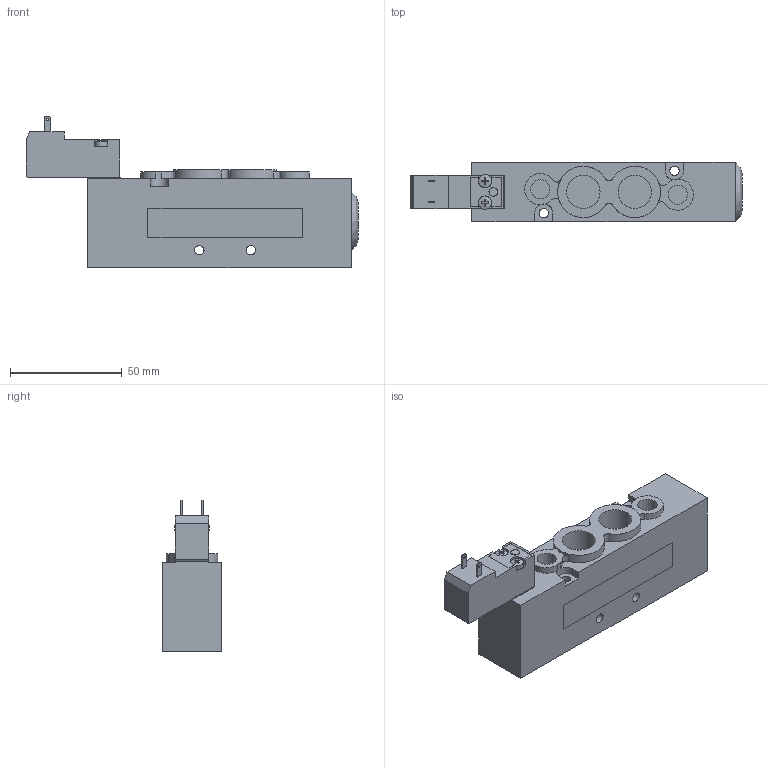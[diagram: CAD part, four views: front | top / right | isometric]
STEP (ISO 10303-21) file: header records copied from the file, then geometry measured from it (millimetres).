
FILE_DESCRIPTION((''),'2;1');
FILE_NAME('2611_52_00_39_0#.stp','2006-01-04T10:35:55',('rivolro1'),(''),'Autodesk Inventor 10','Autodesk Inventor 10','');
FILE_SCHEMA(('AUTOMOTIVE_DESIGN { 1 0 10303 214 1 1 1 1 }'));
Length unit declared in the file: millimetre
Products named in the file (3): 2611_52_00_39_0#; 2611_52_00_39; N33_-0_
Assembly tree (2 placements, depth 2):
  2611_52_00_39_0#
    2611_52_00_39
    N33_-0_
Bounding box: 148.6 x 26.5 x 67.99 mm (x, y, z)
Volume: 132626 mm3; surface area: 27237.8 mm2
Topology: 3 solids, 3 shells, 161 faces, 398 edges, 266 vertices
Faces by surface type: plane 98, bspline 33, cylinder 29, sphere 1
Full cylindrical faces by diameter (mm): 1 x2, 1.5 x1, 2 x2, 3 x3, 3.9 x1, 5.8 x1
Entity records: 4920 total; most frequent: CARTESIAN_POINT 1193, DIRECTION 750, ORIENTED_EDGE 706, EDGE_CURVE 353, AXIS2_PLACEMENT_3D 264, VERTEX_POINT 253, EDGE_LOOP 228, VECTOR 222
